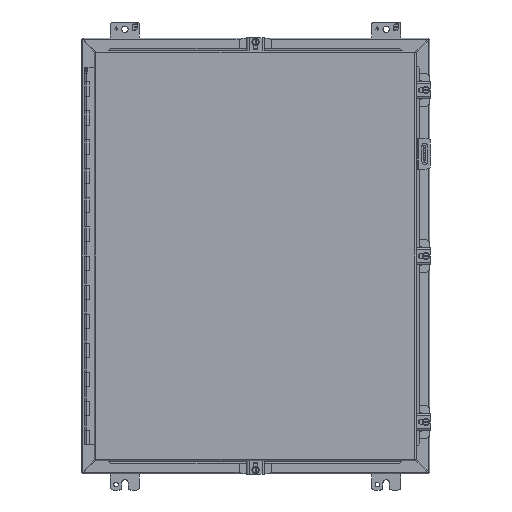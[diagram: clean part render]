
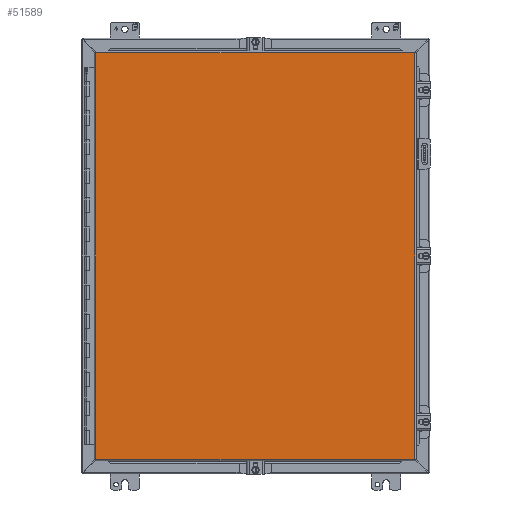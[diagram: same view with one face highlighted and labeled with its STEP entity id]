
A CAD part, front view. The second image highlights one B-rep face of the part: STEP entity #51589.
In plain terms, the highlighted planar face has unit normal (0, -1, 0).
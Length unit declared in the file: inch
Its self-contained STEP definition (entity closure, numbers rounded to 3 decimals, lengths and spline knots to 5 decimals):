
#47 = VECTOR ( 'NONE', #41223, 39.37008 ) ;
#3284 = LINE ( 'NONE', #45846, #18139 ) ;
#3429 = CARTESIAN_POINT ( 'NONE',  ( -11.017, -11.21, 13.9945 ) ) ;
#3442 = EDGE_LOOP ( 'NONE', ( #32254, #30106, #8531, #16744 ) ) ;
#5215 = EDGE_CURVE ( 'NONE', #15317, #33068, #8129, .T. ) ;
#7478 = EDGE_CURVE ( 'NONE', #33068, #12661, #17584, .T. ) ;
#8129 = LINE ( 'NONE', #34071, #39338 ) ;
#8531 = ORIENTED_EDGE ( 'NONE', *, *, #8836, .F. ) ;
#8836 = EDGE_CURVE ( 'NONE', #24817, #15317, #45735, .T. ) ;
#11662 = VECTOR ( 'NONE', #48546, 39.37008 ) ;
#11980 = DIRECTION ( 'NONE',  ( 0., -1., 0. ) ) ;
#12443 = CARTESIAN_POINT ( 'NONE',  ( 10.955, -11.21, 13.9945 ) ) ;
#12661 = VERTEX_POINT ( 'NONE', #18587 ) ;
#15317 = VERTEX_POINT ( 'NONE', #3429 ) ;
#15925 = PLANE ( 'NONE',  #50220 ) ;
#16744 = ORIENTED_EDGE ( 'NONE', *, *, #19734, .F. ) ;
#17584 = LINE ( 'NONE', #43501, #11662 ) ;
#18139 = VECTOR ( 'NONE', #24704, 39.37008 ) ;
#18587 = CARTESIAN_POINT ( 'NONE',  ( 10.955, -11.21, -13.9945 ) ) ;
#19734 = EDGE_CURVE ( 'NONE', #12661, #24817, #3284, .T. ) ;
#19813 = CARTESIAN_POINT ( 'NONE',  ( -11.017, -11.21, -13.9945 ) ) ;
#24704 = DIRECTION ( 'NONE',  ( -1., 0., 0. ) ) ;
#24817 = VERTEX_POINT ( 'NONE', #49207 ) ;
#30106 = ORIENTED_EDGE ( 'NONE', *, *, #5215, .F. ) ;
#32254 = ORIENTED_EDGE ( 'NONE', *, *, #7478, .F. ) ;
#33068 = VERTEX_POINT ( 'NONE', #12443 ) ;
#34071 = CARTESIAN_POINT ( 'NONE',  ( -11.017, -11.21, 13.9945 ) ) ;
#37076 = FACE_OUTER_BOUND ( 'NONE', #3442, .T. ) ;
#39338 = VECTOR ( 'NONE', #42508, 39.37008 ) ;
#41223 = DIRECTION ( 'NONE',  ( 0., 0., 1. ) ) ;
#42508 = DIRECTION ( 'NONE',  ( 1., 0., 0. ) ) ;
#43501 = CARTESIAN_POINT ( 'NONE',  ( 10.955, -11.21, 13.9945 ) ) ;
#45735 = LINE ( 'NONE', #19813, #47 ) ;
#45786 = CARTESIAN_POINT ( 'NONE',  ( -11.017, -11.21, -13.9945 ) ) ;
#45846 = CARTESIAN_POINT ( 'NONE',  ( 10.955, -11.21, -13.9945 ) ) ;
#48546 = DIRECTION ( 'NONE',  ( 0., 0., -1. ) ) ;
#49207 = CARTESIAN_POINT ( 'NONE',  ( -11.017, -11.21, -13.9945 ) ) ;
#50220 = AXIS2_PLACEMENT_3D ( 'NONE', #45786, #11980, #50275 ) ;
#50275 = DIRECTION ( 'NONE',  ( 0., 0., -1. ) ) ;
#51589 = ADVANCED_FACE ( 'NONE', ( #37076 ), #15925, .T. ) ;
